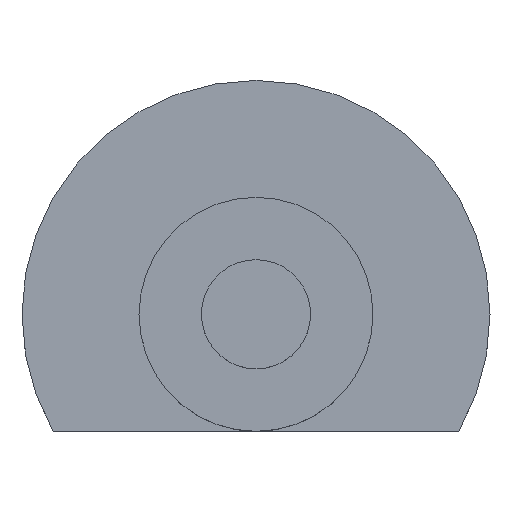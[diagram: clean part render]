
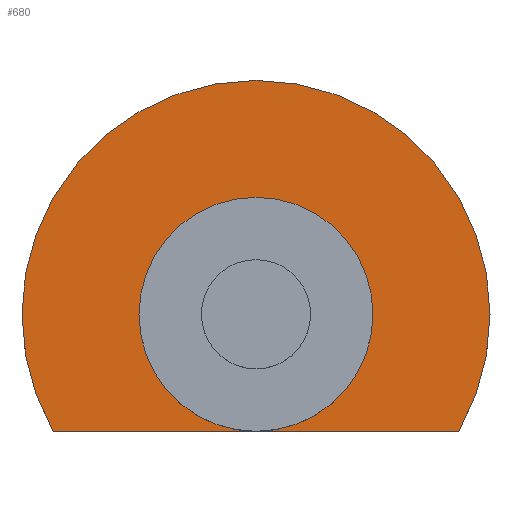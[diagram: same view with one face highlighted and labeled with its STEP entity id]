
A CAD part, top view. The second image highlights one B-rep face of the part: STEP entity #680.
In plain terms, the highlighted planar face has unit normal (0, 0, 1).
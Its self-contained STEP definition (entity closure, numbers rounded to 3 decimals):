
#564=CARTESIAN_POINT('Axis2P3D Location',(0.,0.,-40.)) ;
#568=CARTESIAN_POINT('Vertex',(-129.904,-75.,-40.)) ;
#570=CARTESIAN_POINT('Vertex',(-150.,0.,-40.)) ;
#599=CARTESIAN_POINT('Axis2P3D Location',(0.,0.,-40.)) ;
#603=CARTESIAN_POINT('Vertex',(150.,0.,-40.)) ;
#625=CARTESIAN_POINT('Axis2P3D Location',(0.,0.,-40.)) ;
#630=CARTESIAN_POINT('Line Origine',(-64.952,-75.,-40.)) ;
#634=CARTESIAN_POINT('Vertex',(0.,-75.,-40.)) ;
#637=CARTESIAN_POINT('Line Origine',(64.952,-75.,-40.)) ;
#641=CARTESIAN_POINT('Vertex',(129.904,-75.,-40.)) ;
#644=CARTESIAN_POINT('Axis2P3D Location',(0.,0.,-40.)) ;
#656=CARTESIAN_POINT('Axis2P3D Location',(0.,0.,-40.)) ;
#660=CARTESIAN_POINT('Vertex',(-75.,0.,-40.)) ;
#663=CARTESIAN_POINT('Axis2P3D Location',(0.,0.,-40.)) ;
#667=CARTESIAN_POINT('Vertex',(75.,0.,-40.)) ;
#670=CARTESIAN_POINT('Axis2P3D Location',(0.,0.,-40.)) ;
#565=DIRECTION('Axis2P3D Direction',(0.,0.,-1.)) ;
#600=DIRECTION('Axis2P3D Direction',(0.,0.,-1.)) ;
#626=DIRECTION('Axis2P3D Direction',(0.,0.,-1.)) ;
#627=DIRECTION('Axis2P3D XDirection',(1.,0.,0.)) ;
#631=DIRECTION('Vector Direction',(1.,0.,0.)) ;
#638=DIRECTION('Vector Direction',(1.,0.,0.)) ;
#645=DIRECTION('Axis2P3D Direction',(0.,0.,-1.)) ;
#657=DIRECTION('Axis2P3D Direction',(0.,0.,-1.)) ;
#664=DIRECTION('Axis2P3D Direction',(0.,0.,-1.)) ;
#671=DIRECTION('Axis2P3D Direction',(0.,0.,-1.)) ;
#566=AXIS2_PLACEMENT_3D('Circle Axis2P3D',#564,#565,$) ;
#601=AXIS2_PLACEMENT_3D('Circle Axis2P3D',#599,#600,$) ;
#628=AXIS2_PLACEMENT_3D('Plane Axis2P3D',#625,#626,#627) ;
#646=AXIS2_PLACEMENT_3D('Circle Axis2P3D',#644,#645,$) ;
#658=AXIS2_PLACEMENT_3D('Circle Axis2P3D',#656,#657,$) ;
#665=AXIS2_PLACEMENT_3D('Circle Axis2P3D',#663,#664,$) ;
#672=AXIS2_PLACEMENT_3D('Circle Axis2P3D',#670,#671,$) ;
#650=ORIENTED_EDGE('',*,*,#636,.T.) ;
#651=ORIENTED_EDGE('',*,*,#643,.T.) ;
#652=ORIENTED_EDGE('',*,*,#648,.F.) ;
#653=ORIENTED_EDGE('',*,*,#605,.F.) ;
#654=ORIENTED_EDGE('',*,*,#572,.F.) ;
#676=ORIENTED_EDGE('',*,*,#662,.T.) ;
#677=ORIENTED_EDGE('',*,*,#669,.T.) ;
#678=ORIENTED_EDGE('',*,*,#674,.T.) ;
#679=FACE_BOUND('',#675,.T.) ;
#632=VECTOR('Line Direction',#631,1.) ;
#639=VECTOR('Line Direction',#638,1.) ;
#680=ADVANCED_FACE('PartBody',(#655,#679),#629,.F.) ;
#567=CIRCLE('generated circle',#566,150.) ;
#602=CIRCLE('generated circle',#601,150.) ;
#647=CIRCLE('generated circle',#646,150.) ;
#659=CIRCLE('generated circle',#658,75.) ;
#666=CIRCLE('generated circle',#665,75.) ;
#673=CIRCLE('generated circle',#672,75.) ;
#572=EDGE_CURVE('',#569,#571,#567,.T.) ;
#605=EDGE_CURVE('',#571,#604,#602,.T.) ;
#636=EDGE_CURVE('',#569,#635,#633,.T.) ;
#643=EDGE_CURVE('',#635,#642,#640,.T.) ;
#648=EDGE_CURVE('',#604,#642,#647,.T.) ;
#662=EDGE_CURVE('',#635,#661,#659,.T.) ;
#669=EDGE_CURVE('',#661,#668,#666,.T.) ;
#674=EDGE_CURVE('',#668,#635,#673,.T.) ;
#649=EDGE_LOOP('',(#650,#651,#652,#653,#654)) ;
#675=EDGE_LOOP('',(#676,#677,#678)) ;
#655=FACE_OUTER_BOUND('',#649,.T.) ;
#633=LINE('Line',#630,#632) ;
#640=LINE('Line',#637,#639) ;
#629=PLANE('',#628) ;
#569=VERTEX_POINT('',#568) ;
#571=VERTEX_POINT('',#570) ;
#604=VERTEX_POINT('',#603) ;
#635=VERTEX_POINT('',#634) ;
#642=VERTEX_POINT('',#641) ;
#661=VERTEX_POINT('',#660) ;
#668=VERTEX_POINT('',#667) ;
